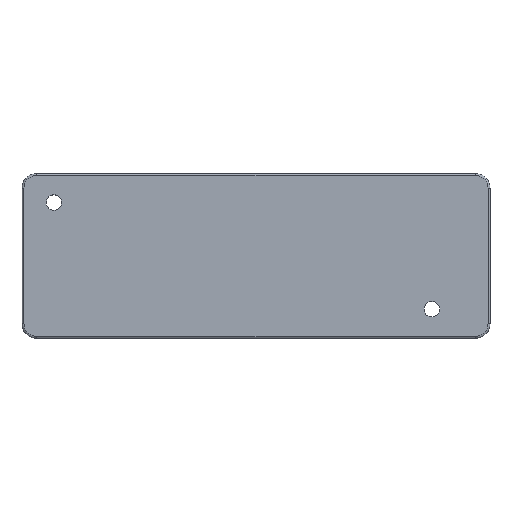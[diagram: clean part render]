
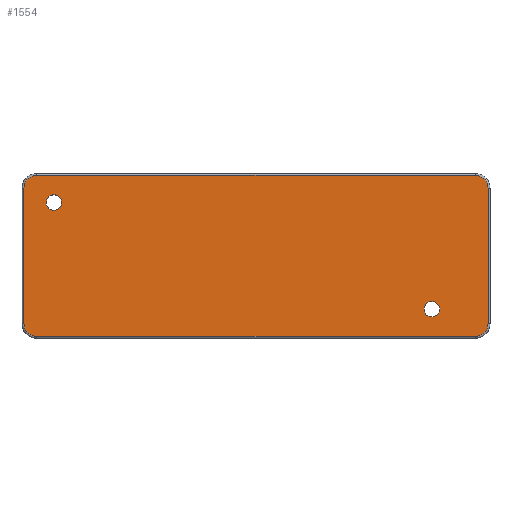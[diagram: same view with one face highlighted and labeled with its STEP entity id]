
A CAD part, top view. The second image highlights one B-rep face of the part: STEP entity #1554.
In plain terms, the highlighted planar face has unit normal (0, 0, 1).
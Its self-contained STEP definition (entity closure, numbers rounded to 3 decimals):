
#47=FACE_BOUND('',#314,.T.);
#48=FACE_BOUND('',#315,.T.);
#91=CIRCLE('',#1705,2.6);
#95=CIRCLE('',#1711,2.6);
#99=CIRCLE('',#1717,2.6);
#101=CIRCLE('',#1721,2.6);
#103=CIRCLE('',#1727,1.6);
#104=CIRCLE('',#1728,1.6);
#126=PLANE('',#1726);
#215=FACE_OUTER_BOUND('',#313,.T.);
#313=EDGE_LOOP('',(#1304,#1305,#1306,#1307,#1308,#1309,#1310,#1311));
#314=EDGE_LOOP('',(#1312));
#315=EDGE_LOOP('',(#1313));
#431=LINE('',#2891,#568);
#433=LINE('',#2901,#570);
#435=LINE('',#2913,#572);
#437=LINE('',#2924,#574);
#568=VECTOR('',#2051,10.);
#570=VECTOR('',#2065,10.);
#572=VECTOR('',#2079,10.);
#574=VECTOR('',#2093,10.);
#741=VERTEX_POINT('',#2888);
#742=VERTEX_POINT('',#2890);
#743=VERTEX_POINT('',#2895);
#744=VERTEX_POINT('',#2899);
#745=VERTEX_POINT('',#2903);
#747=VERTEX_POINT('',#2909);
#749=VERTEX_POINT('',#2915);
#751=VERTEX_POINT('',#2921);
#758=VERTEX_POINT('',#2948);
#759=VERTEX_POINT('',#2950);
#927=EDGE_CURVE('',#741,#742,#431,.T.);
#931=EDGE_CURVE('',#742,#743,#91,.T.);
#933=EDGE_CURVE('',#743,#744,#433,.T.);
#936=EDGE_CURVE('',#744,#745,#95,.T.);
#939=EDGE_CURVE('',#745,#747,#435,.T.);
#942=EDGE_CURVE('',#747,#749,#99,.T.);
#945=EDGE_CURVE('',#749,#751,#437,.T.);
#946=EDGE_CURVE('',#751,#741,#101,.T.);
#958=EDGE_CURVE('',#758,#758,#103,.T.);
#959=EDGE_CURVE('',#759,#759,#104,.T.);
#1304=ORIENTED_EDGE('',*,*,#927,.F.);
#1305=ORIENTED_EDGE('',*,*,#946,.F.);
#1306=ORIENTED_EDGE('',*,*,#945,.F.);
#1307=ORIENTED_EDGE('',*,*,#942,.F.);
#1308=ORIENTED_EDGE('',*,*,#939,.F.);
#1309=ORIENTED_EDGE('',*,*,#936,.F.);
#1310=ORIENTED_EDGE('',*,*,#933,.F.);
#1311=ORIENTED_EDGE('',*,*,#931,.F.);
#1312=ORIENTED_EDGE('',*,*,#958,.T.);
#1313=ORIENTED_EDGE('',*,*,#959,.T.);
#1554=ADVANCED_FACE('',(#215,#47,#48),#126,.T.);
#1705=AXIS2_PLACEMENT_3D('',#2897,#2059,#2060);
#1711=AXIS2_PLACEMENT_3D('',#2907,#2072,#2073);
#1717=AXIS2_PLACEMENT_3D('',#2919,#2086,#2087);
#1721=AXIS2_PLACEMENT_3D('',#2926,#2096,#2097);
#1726=AXIS2_PLACEMENT_3D('',#2947,#2116,#2117);
#1727=AXIS2_PLACEMENT_3D('',#2949,#2118,#2119);
#1728=AXIS2_PLACEMENT_3D('',#2951,#2120,#2121);
#2051=DIRECTION('',(0.,1.,0.));
#2059=DIRECTION('center_axis',(0.,0.,-1.));
#2060=DIRECTION('ref_axis',(-0.707,0.707,0.));
#2065=DIRECTION('',(1.,0.,0.));
#2072=DIRECTION('center_axis',(0.,0.,-1.));
#2073=DIRECTION('ref_axis',(0.707,0.707,0.));
#2079=DIRECTION('',(0.,-1.,0.));
#2086=DIRECTION('center_axis',(0.,0.,-1.));
#2087=DIRECTION('ref_axis',(0.707,-0.707,0.));
#2093=DIRECTION('',(-1.,0.,0.));
#2096=DIRECTION('center_axis',(0.,0.,-1.));
#2097=DIRECTION('ref_axis',(-0.707,-0.707,0.));
#2116=DIRECTION('center_axis',(0.,0.,1.));
#2117=DIRECTION('ref_axis',(1.,0.,0.));
#2118=DIRECTION('center_axis',(0.,0.,-1.));
#2119=DIRECTION('ref_axis',(1.,0.,0.));
#2120=DIRECTION('center_axis',(0.,0.,-1.));
#2121=DIRECTION('ref_axis',(1.,0.,0.));
#2888=CARTESIAN_POINT('',(-46.006,-61.384,0.));
#2890=CARTESIAN_POINT('',(-46.006,-33.384,0.));
#2891=CARTESIAN_POINT('',(-46.006,-55.884,0.));
#2895=CARTESIAN_POINT('',(-43.406,-30.784,0.));
#2897=CARTESIAN_POINT('Origin',(-43.406,-33.384,0.));
#2899=CARTESIAN_POINT('',(47.194,-30.784,0.));
#2901=CARTESIAN_POINT('',(-24.556,-30.784,0.));
#2903=CARTESIAN_POINT('',(49.794,-33.384,0.));
#2907=CARTESIAN_POINT('Origin',(47.194,-33.384,0.));
#2909=CARTESIAN_POINT('',(49.794,-61.384,0.));
#2913=CARTESIAN_POINT('',(49.794,-38.884,0.));
#2915=CARTESIAN_POINT('',(47.194,-63.984,0.));
#2919=CARTESIAN_POINT('Origin',(47.194,-61.384,0.));
#2921=CARTESIAN_POINT('',(-43.406,-63.984,0.));
#2924=CARTESIAN_POINT('',(19.144,-63.984,0.));
#2926=CARTESIAN_POINT('Origin',(-43.406,-61.384,0.));
#2947=CARTESIAN_POINT('Origin',(-2.706,-47.384,0.));
#2948=CARTESIAN_POINT('',(-41.406,-36.384,0.));
#2949=CARTESIAN_POINT('Origin',(-39.806,-36.384,0.));
#2950=CARTESIAN_POINT('',(36.594,-58.384,0.));
#2951=CARTESIAN_POINT('Origin',(38.194,-58.384,0.));
